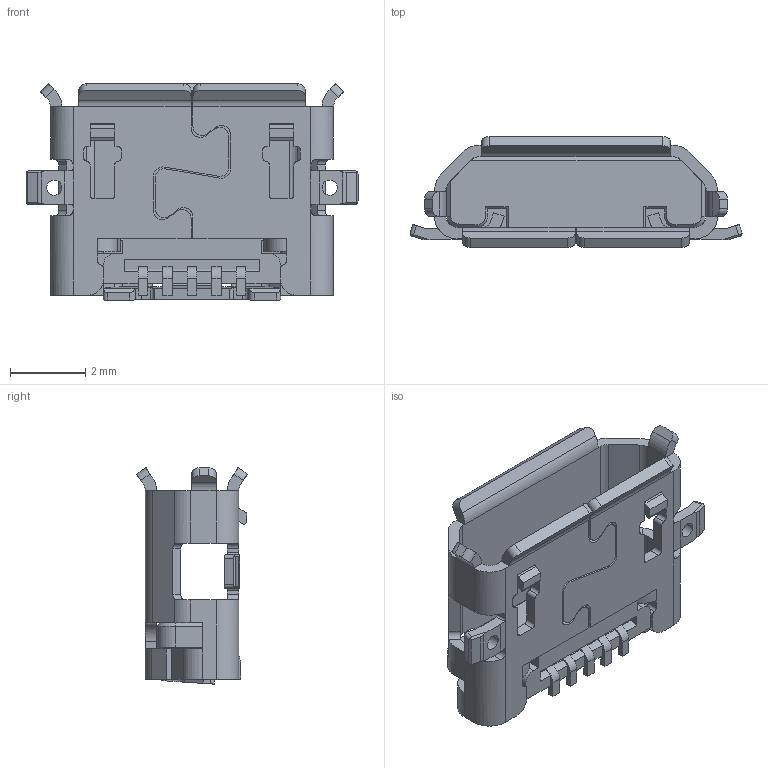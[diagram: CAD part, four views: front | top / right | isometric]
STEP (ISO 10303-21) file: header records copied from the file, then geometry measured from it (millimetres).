
FILE_DESCRIPTION(('Creo Elements/Direct Modeling STEP Export'),'2;1');
FILE_NAME('ZX62R-B-5P.stp','2016-12-17T15:01:13',(''),(''),'Creo Elements/Direct Modeling STEP processor for AP214 (Solid Model)','Creo Elements/Direct Modeling 18.1E 22-Nov-2013 (C) Parametric Technology GmbH','');
FILE_SCHEMA(('AUTOMOTIVE_DESIGN { 1 0 10303 214 1 1 1 1 }'));
Length unit declared in the file: millimetre
Products named in the file (2): ZX62R-B-5P; Assembly-1
Assembly tree (1 placements, depth 2):
  Assembly-1
    ZX62R-B-5P
Bounding box: 8.8 x 2.94 x 5.73 mm (x, y, z)
Volume: 38.9 mm3; surface area: 234.3 mm2
Topology: 1 solids, 1 shells, 463 faces, 1351 edges, 858 vertices
Faces by surface type: plane 295, cylinder 150, cone 14, bspline 4
Entity records: 15328 total; most frequent: CARTESIAN_POINT 2911, ORIENTED_EDGE 2702, DIRECTION 2501, EDGE_CURVE 1351, VECTOR 995, LINE 995, VERTEX_POINT 858, AXIS2_PLACEMENT_3D 753
